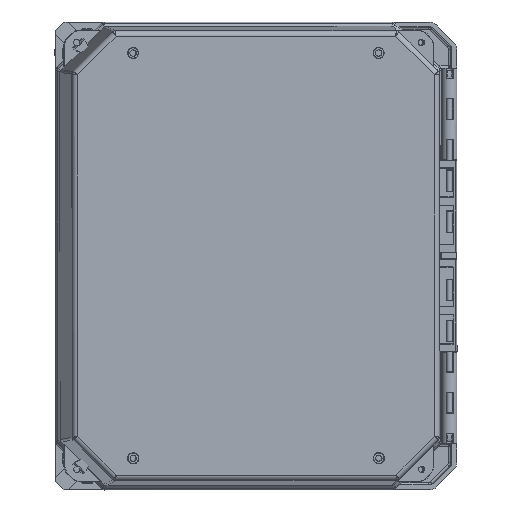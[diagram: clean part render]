
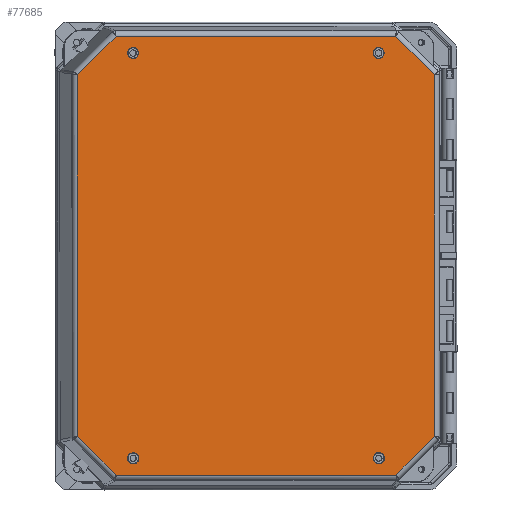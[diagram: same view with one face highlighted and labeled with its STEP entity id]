
A CAD part, top view. The second image highlights one B-rep face of the part: STEP entity #77685.
In plain terms, the highlighted face is planar.
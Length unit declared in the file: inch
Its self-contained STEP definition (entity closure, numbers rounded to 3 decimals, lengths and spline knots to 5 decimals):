
#1202 = DIRECTION ( 'NONE',  ( 0.017, -0.017, 1. ) ) ;
#1632 = CIRCLE ( 'NONE', #27270, 0.136 ) ;
#2319 = VERTEX_POINT ( 'NONE', #31317 ) ;
#2721 = CARTESIAN_POINT ( 'NONE',  ( -0.38986, 10.41368, -6.12376 ) ) ;
#2965 = ORIENTED_EDGE ( 'NONE', *, *, #28669, .T. ) ;
#4298 = CARTESIAN_POINT ( 'NONE',  ( -0.94134, 0.10964, -6.29396 ) ) ;
#4423 = DIRECTION ( 'NONE',  ( 1., 0., -0.017 ) ) ;
#5060 = CARTESIAN_POINT ( 'NONE',  ( -0.80536, 9.8642, -6.12609 ) ) ;
#6691 = AXIS2_PLACEMENT_3D ( 'NONE', #8804, #75918, #28871 ) ;
#6984 = EDGE_CURVE ( 'NONE', #12754, #78905, #22884, .T. ) ;
#7579 = DIRECTION ( 'NONE',  ( -0.017, 0.017, -1. ) ) ;
#7854 = VECTOR ( 'NONE', #4423, 39.37008 ) ;
#8061 = CARTESIAN_POINT ( 'NONE',  ( -6.93053, -0.30555, -6.19665 ) ) ;
#8712 = VECTOR ( 'NONE', #63174, 39.37008 ) ;
#8804 = CARTESIAN_POINT ( 'NONE',  ( -6.80445, 0.10786, -6.19163 ) ) ;
#8953 = EDGE_CURVE ( 'NONE', #37032, #35783, #80327, .T. ) ;
#9515 = CARTESIAN_POINT ( 'NONE',  ( -0.80536, 10.00018, -6.12372 ) ) ;
#9942 = CARTESIAN_POINT ( 'NONE',  ( -8.16368, 1.87329, -6.13709 ) ) ;
#10031 = EDGE_CURVE ( 'NONE', #43911, #81223, #1632, .T. ) ;
#11288 = EDGE_CURVE ( 'NONE', #42025, #55369, #43302, .T. ) ;
#11880 = ORIENTED_EDGE ( 'NONE', *, *, #22311, .T. ) ;
#12655 = DIRECTION ( 'NONE',  ( 0.017, -0.017, 1. ) ) ;
#12754 = VERTEX_POINT ( 'NONE', #5060 ) ;
#14520 = VERTEX_POINT ( 'NONE', #51690 ) ;
#14958 = CARTESIAN_POINT ( 'NONE',  ( 0.55387, 0.63963, -6.31081 ) ) ;
#14996 = DIRECTION ( 'NONE',  ( 1., 0., -0.017 ) ) ;
#15460 = CARTESIAN_POINT ( 'NONE',  ( -8.16368, 0.63698, -6.15867 ) ) ;
#15951 = DIRECTION ( 'NONE',  ( 0.707, 0.707, 0. ) ) ;
#18518 = DIRECTION ( 'NONE',  ( 0.017, -0.017, 1. ) ) ;
#19594 = CIRCLE ( 'NONE', #22421, 0.136 ) ;
#19786 = CARTESIAN_POINT ( 'NONE',  ( -7.21995, 10.4116, -6.00455 ) ) ;
#22311 = EDGE_CURVE ( 'NONE', #82260, #42025, #76690, .T. ) ;
#22421 = AXIS2_PLACEMENT_3D ( 'NONE', #66940, #54448, #79841 ) ;
#22884 = CIRCLE ( 'NONE', #72539, 0.136 ) ;
#23363 = CARTESIAN_POINT ( 'NONE',  ( -0.38986, -0.30356, -6.3108 ) ) ;
#23909 = EDGE_CURVE ( 'NONE', #49869, #55525, #49385, .T. ) ;
#24144 = ORIENTED_EDGE ( 'NONE', *, *, #87499, .T. ) ;
#24491 = ORIENTED_EDGE ( 'NONE', *, *, #68400, .T. ) ;
#25327 = DIRECTION ( 'NONE',  ( 1., 0., -0.017 ) ) ;
#26114 = ORIENTED_EDGE ( 'NONE', *, *, #87877, .T. ) ;
#26253 = CARTESIAN_POINT ( 'NONE',  ( -0.80536, 10.13616, -6.12134 ) ) ;
#27072 = AXIS2_PLACEMENT_3D ( 'NONE', #46872, #12655, #60216 ) ;
#27270 = AXIS2_PLACEMENT_3D ( 'NONE', #32299, #59357, #73123 ) ;
#27570 = CARTESIAN_POINT ( 'NONE',  ( -8.16368, 9.4684, -6.00454 ) ) ;
#28052 = PLANE ( 'NONE',  #76776 ) ;
#28118 = LINE ( 'NONE', #8061, #58568 ) ;
#28177 = ORIENTED_EDGE ( 'NONE', *, *, #50598, .T. ) ;
#28669 = EDGE_CURVE ( 'NONE', #60419, #37032, #42605, .T. ) ;
#28871 = DIRECTION ( 'NONE',  ( 1., 0., -0.017 ) ) ;
#29598 = AXIS2_PLACEMENT_3D ( 'NONE', #63851, #1202, #14996 ) ;
#29636 = CARTESIAN_POINT ( 'NONE',  ( -7.21995, -0.30564, -6.1916 ) ) ;
#30303 = CARTESIAN_POINT ( 'NONE',  ( -6.80445, 9.86237, -6.02139 ) ) ;
#31317 = CARTESIAN_POINT ( 'NONE',  ( -6.94043, 0.10782, -6.18926 ) ) ;
#32299 = CARTESIAN_POINT ( 'NONE',  ( -6.80445, 9.99835, -6.01902 ) ) ;
#33440 = FACE_BOUND ( 'NONE', #61665, .T. ) ;
#35222 = DIRECTION ( 'NONE',  ( -1., 0., 0.017 ) ) ;
#35541 = LINE ( 'NONE', #62611, #56420 ) ;
#35783 = VERTEX_POINT ( 'NONE', #23363 ) ;
#35848 = DIRECTION ( 'NONE',  ( -0.707, 0.706, 0.025 ) ) ;
#36288 = ORIENTED_EDGE ( 'NONE', *, *, #23909, .T. ) ;
#37032 = VERTEX_POINT ( 'NONE', #14958 ) ;
#37823 = CARTESIAN_POINT ( 'NONE',  ( 0.55387, 9.47106, -6.15668 ) ) ;
#39489 = CARTESIAN_POINT ( 'NONE',  ( -0.66938, 0.10973, -6.2987 ) ) ;
#40463 = EDGE_LOOP ( 'NONE', ( #86563, #79642 ) ) ;
#40789 = CIRCLE ( 'NONE', #6691, 0.136 ) ;
#40943 = FACE_BOUND ( 'NONE', #40463, .T. ) ;
#42025 = VERTEX_POINT ( 'NONE', #15460 ) ;
#42605 = LINE ( 'NONE', #71002, #59520 ) ;
#43302 = LINE ( 'NONE', #9942, #50051 ) ;
#43911 = VERTEX_POINT ( 'NONE', #30303 ) ;
#45189 = ORIENTED_EDGE ( 'NONE', *, *, #10031, .T. ) ;
#45338 = LINE ( 'NONE', #51555, #7854 ) ;
#45405 = DIRECTION ( 'NONE',  ( 0.017, -0.017, 1. ) ) ;
#46872 = CARTESIAN_POINT ( 'NONE',  ( -0.80536, 10.00018, -6.12372 ) ) ;
#47792 = EDGE_CURVE ( 'NONE', #55844, #2319, #57521, .T. ) ;
#49385 = CIRCLE ( 'NONE', #29598, 0.136 ) ;
#49869 = VERTEX_POINT ( 'NONE', #4298 ) ;
#50051 = VECTOR ( 'NONE', #78405, 39.37008 ) ;
#50221 = EDGE_LOOP ( 'NONE', ( #63300, #87448, #24144, #24491, #2965, #65717, #28177, #11880 ) ) ;
#50598 = EDGE_CURVE ( 'NONE', #35783, #82260, #28118, .T. ) ;
#51555 = CARTESIAN_POINT ( 'NONE',  ( -6.93053, 10.41169, -6.0096 ) ) ;
#51690 = CARTESIAN_POINT ( 'NONE',  ( -0.38986, 10.41368, -6.12376 ) ) ;
#52141 = ORIENTED_EDGE ( 'NONE', *, *, #47792, .T. ) ;
#53471 = VERTEX_POINT ( 'NONE', #19786 ) ;
#54448 = DIRECTION ( 'NONE',  ( 0.017, -0.017, 1. ) ) ;
#55369 = VERTEX_POINT ( 'NONE', #27570 ) ;
#55525 = VERTEX_POINT ( 'NONE', #39489 ) ;
#55549 = FACE_BOUND ( 'NONE', #80596, .T. ) ;
#55844 = VERTEX_POINT ( 'NONE', #59232 ) ;
#56279 = EDGE_CURVE ( 'NONE', #78905, #12754, #73838, .T. ) ;
#56420 = VECTOR ( 'NONE', #15951, 39.37008 ) ;
#57521 = CIRCLE ( 'NONE', #81678, 0.136 ) ;
#57642 = ORIENTED_EDGE ( 'NONE', *, *, #72953, .T. ) ;
#58568 = VECTOR ( 'NONE', #35222, 39.37008 ) ;
#59051 = DIRECTION ( 'NONE',  ( 0.017, -0.017, 1. ) ) ;
#59232 = CARTESIAN_POINT ( 'NONE',  ( -6.66847, 0.1079, -6.19401 ) ) ;
#59244 = EDGE_LOOP ( 'NONE', ( #78087, #36288 ) ) ;
#59357 = DIRECTION ( 'NONE',  ( 0.017, -0.017, 1. ) ) ;
#59427 = AXIS2_PLACEMENT_3D ( 'NONE', #65737, #59051, #25327 ) ;
#59520 = VECTOR ( 'NONE', #70559, 39.37008 ) ;
#60195 = CARTESIAN_POINT ( 'NONE',  ( -7.21995, -0.30564, -6.1916 ) ) ;
#60216 = DIRECTION ( 'NONE',  ( 0., -1., -0.017 ) ) ;
#60419 = VERTEX_POINT ( 'NONE', #37823 ) ;
#60499 = CARTESIAN_POINT ( 'NONE',  ( -6.93053, 1.87366, -6.15861 ) ) ;
#60677 = EDGE_CURVE ( 'NONE', #55369, #53471, #35541, .T. ) ;
#61370 = DIRECTION ( 'NONE',  ( -1., 0., 0.017 ) ) ;
#61665 = EDGE_LOOP ( 'NONE', ( #45189, #57642 ) ) ;
#62611 = CARTESIAN_POINT ( 'NONE',  ( -8.16368, 9.4684, -6.00454 ) ) ;
#63174 = DIRECTION ( 'NONE',  ( 0.707, -0.706, -0.025 ) ) ;
#63300 = ORIENTED_EDGE ( 'NONE', *, *, #11288, .T. ) ;
#63561 = VECTOR ( 'NONE', #73632, 39.37008 ) ;
#63851 = CARTESIAN_POINT ( 'NONE',  ( -0.80536, 0.10969, -6.29633 ) ) ;
#64717 = DIRECTION ( 'NONE',  ( 1., 0., -0.017 ) ) ;
#65717 = ORIENTED_EDGE ( 'NONE', *, *, #8953, .T. ) ;
#65737 = CARTESIAN_POINT ( 'NONE',  ( -0.80536, 0.10969, -6.29633 ) ) ;
#66281 = DIRECTION ( 'NONE',  ( 0., -1., -0.017 ) ) ;
#66940 = CARTESIAN_POINT ( 'NONE',  ( -6.80445, 9.99835, -6.01902 ) ) ;
#67181 = FACE_OUTER_BOUND ( 'NONE', #50221, .T. ) ;
#68400 = EDGE_CURVE ( 'NONE', #14520, #60419, #70267, .T. ) ;
#68879 = VECTOR ( 'NONE', #35848, 39.37008 ) ;
#69322 = FACE_BOUND ( 'NONE', #59244, .T. ) ;
#70267 = LINE ( 'NONE', #2721, #8712 ) ;
#70559 = DIRECTION ( 'NONE',  ( 0., -1., -0.017 ) ) ;
#71002 = CARTESIAN_POINT ( 'NONE',  ( 0.55387, 1.87594, -6.28923 ) ) ;
#71251 = EDGE_CURVE ( 'NONE', #55525, #49869, #85017, .T. ) ;
#72263 = CARTESIAN_POINT ( 'NONE',  ( -6.80445, 0.10786, -6.19163 ) ) ;
#72539 = AXIS2_PLACEMENT_3D ( 'NONE', #9515, #45405, #66281 ) ;
#72953 = EDGE_CURVE ( 'NONE', #81223, #43911, #19594, .T. ) ;
#73123 = DIRECTION ( 'NONE',  ( 0., -1., -0.017 ) ) ;
#73632 = DIRECTION ( 'NONE',  ( -0.707, -0.707, 0. ) ) ;
#73838 = CIRCLE ( 'NONE', #27072, 0.136 ) ;
#75918 = DIRECTION ( 'NONE',  ( 0.017, -0.017, 1. ) ) ;
#76690 = LINE ( 'NONE', #29636, #68879 ) ;
#76776 = AXIS2_PLACEMENT_3D ( 'NONE', #60499, #7579, #61370 ) ;
#77685 = ADVANCED_FACE ( 'NONE', ( #67181, #33440, #69322, #55549, #40943 ), #28052, .T. ) ;
#78087 = ORIENTED_EDGE ( 'NONE', *, *, #71251, .T. ) ;
#78405 = DIRECTION ( 'NONE',  ( 0., 1., 0.017 ) ) ;
#78905 = VERTEX_POINT ( 'NONE', #26253 ) ;
#79642 = ORIENTED_EDGE ( 'NONE', *, *, #56279, .T. ) ;
#79841 = DIRECTION ( 'NONE',  ( 0., -1., -0.017 ) ) ;
#80327 = LINE ( 'NONE', #82059, #63561 ) ;
#80596 = EDGE_LOOP ( 'NONE', ( #52141, #26114 ) ) ;
#81223 = VERTEX_POINT ( 'NONE', #84773 ) ;
#81678 = AXIS2_PLACEMENT_3D ( 'NONE', #72263, #18518, #64717 ) ;
#82059 = CARTESIAN_POINT ( 'NONE',  ( 0.55387, 0.63963, -6.31081 ) ) ;
#82260 = VERTEX_POINT ( 'NONE', #60195 ) ;
#84773 = CARTESIAN_POINT ( 'NONE',  ( -6.80445, 10.13433, -6.01665 ) ) ;
#85017 = CIRCLE ( 'NONE', #59427, 0.136 ) ;
#86563 = ORIENTED_EDGE ( 'NONE', *, *, #6984, .T. ) ;
#87448 = ORIENTED_EDGE ( 'NONE', *, *, #60677, .T. ) ;
#87499 = EDGE_CURVE ( 'NONE', #53471, #14520, #45338, .T. ) ;
#87877 = EDGE_CURVE ( 'NONE', #2319, #55844, #40789, .T. ) ;
